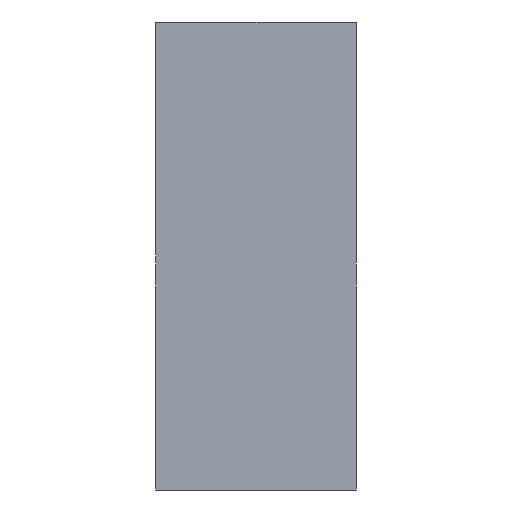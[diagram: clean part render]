
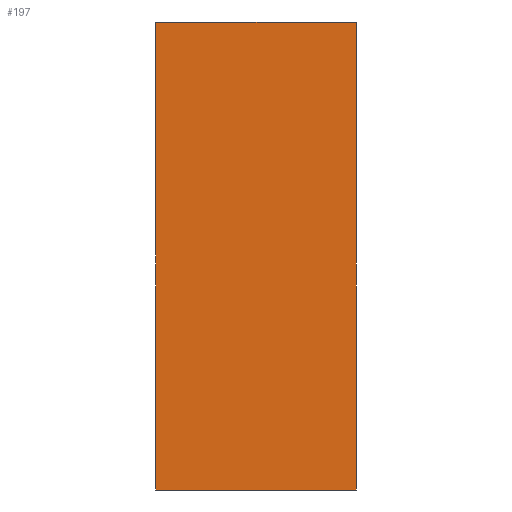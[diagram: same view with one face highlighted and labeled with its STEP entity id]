
A CAD part, left-side view. The second image highlights one B-rep face of the part: STEP entity #197.
In plain terms, the highlighted planar face has unit normal (-1, 0, 0).
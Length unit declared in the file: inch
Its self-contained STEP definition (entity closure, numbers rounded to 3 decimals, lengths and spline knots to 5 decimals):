
#27=PLANE('',#229);
#37=FACE_OUTER_BOUND('',#55,.T.);
#55=EDGE_LOOP('',(#177,#178,#179,#180));
#63=LINE('',#317,#79);
#67=LINE('',#324,#83);
#70=LINE('',#330,#86);
#72=LINE('',#333,#88);
#79=VECTOR('',#265,0.3937);
#83=VECTOR('',#271,0.3937);
#86=VECTOR('',#276,0.3937);
#88=VECTOR('',#280,0.3937);
#107=VERTEX_POINT('',#314);
#108=VERTEX_POINT('',#316);
#110=VERTEX_POINT('',#322);
#112=VERTEX_POINT('',#328);
#127=EDGE_CURVE('',#107,#108,#63,.T.);
#131=EDGE_CURVE('',#110,#107,#67,.T.);
#134=EDGE_CURVE('',#112,#110,#70,.T.);
#136=EDGE_CURVE('',#108,#112,#72,.T.);
#177=ORIENTED_EDGE('',*,*,#127,.F.);
#178=ORIENTED_EDGE('',*,*,#131,.F.);
#179=ORIENTED_EDGE('',*,*,#134,.F.);
#180=ORIENTED_EDGE('',*,*,#136,.F.);
#197=ADVANCED_FACE('',(#37),#27,.F.);
#229=AXIS2_PLACEMENT_3D('',#334,#281,#282);
#265=DIRECTION('',(0.,0.,1.));
#271=DIRECTION('',(0.,1.,0.));
#276=DIRECTION('',(0.,0.,-1.));
#280=DIRECTION('',(0.,-1.,0.));
#281=DIRECTION('center_axis',(1.,0.,0.));
#282=DIRECTION('ref_axis',(0.,1.,0.));
#314=CARTESIAN_POINT('',(-6.25,3.5,7.75));
#316=CARTESIAN_POINT('',(-6.25,3.5,11.25));
#317=CARTESIAN_POINT('',(-6.25,3.5,7.75));
#322=CARTESIAN_POINT('',(-6.25,2.,7.75));
#324=CARTESIAN_POINT('',(-6.25,2.,7.75));
#328=CARTESIAN_POINT('',(-6.25,2.,11.25));
#330=CARTESIAN_POINT('',(-6.25,2.,11.25));
#333=CARTESIAN_POINT('',(-6.25,3.5,11.25));
#334=CARTESIAN_POINT('Origin',(-6.25,2.75,9.5));
